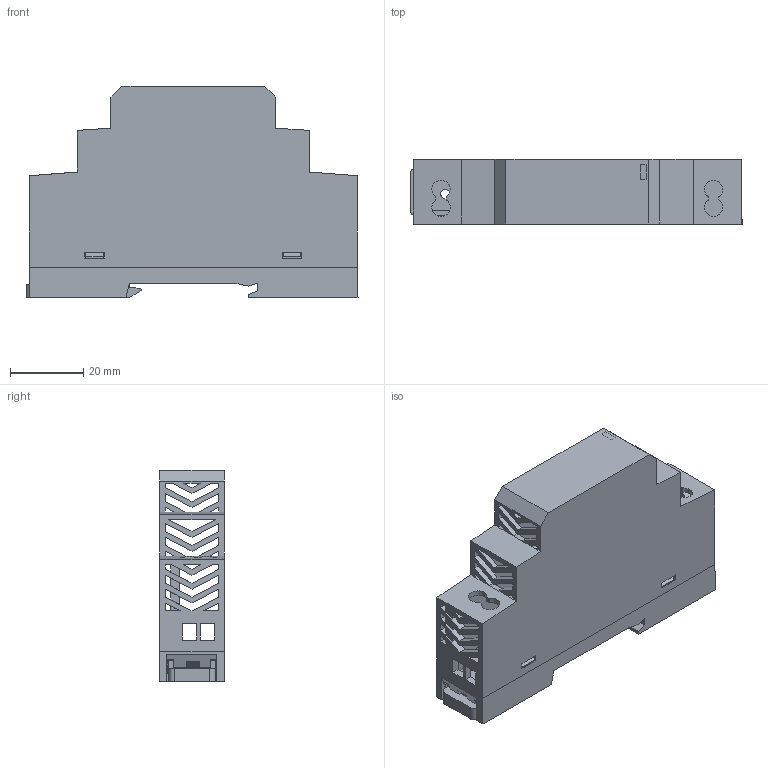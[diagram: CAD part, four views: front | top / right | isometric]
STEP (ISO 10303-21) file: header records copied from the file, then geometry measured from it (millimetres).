
FILE_DESCRIPTION(/* description */ (''),/* implementation_level */ '2;1');
FILE_NAME(/* name */ 'MLR015.stp',/* time_stamp */ '2023-07-21T14:35:09+08:00',/* author */ (''),/* organization */ (''),/* preprocessor_version */ 'ST-DEVELOPER v19.3',/* originating_system */ 'SIEMENS PLM Software NX2212.3001',/* authorisation */ '');
FILE_SCHEMA (('AP203_CONFIGURATION_CONTROLLED_3D_DESIGN_OF_MECHANICAL_PARTS_AND_ASSEMBLIES_MIM_LF { 1 0 10303 403 2 1 2}'));
Length unit declared in the file: millimetre
Products named in the file (5): MLR015_卡扣; MLR015-P02; MLR015-P03下盖; MLR015-P01; MLR015_stp
Assembly tree (4 placements, depth 2):
  MLR015_stp
    MLR015-P01
    MLR015-P03下盖
    MLR015-P02
    MLR015_卡扣
Bounding box: 90.76 x 18 x 57.9 mm (x, y, z)
Volume: 20038.6 mm3; surface area: 28218.6 mm2
Topology: 4 solids, 4 shells, 517 faces, 1637 edges, 1066 vertices
Faces by surface type: plane 465, cylinder 51, torus 1
Full cylindrical faces by diameter (mm): 2 x1
Entity records: 18412 total; most frequent: ORIENTED_EDGE 3270, CARTESIAN_POINT 3239, DIRECTION 2778, EDGE_CURVE 1635, LINE 1530, VECTOR 1530, VERTEX_POINT 1066, AXIS2_PLACEMENT_3D 624
